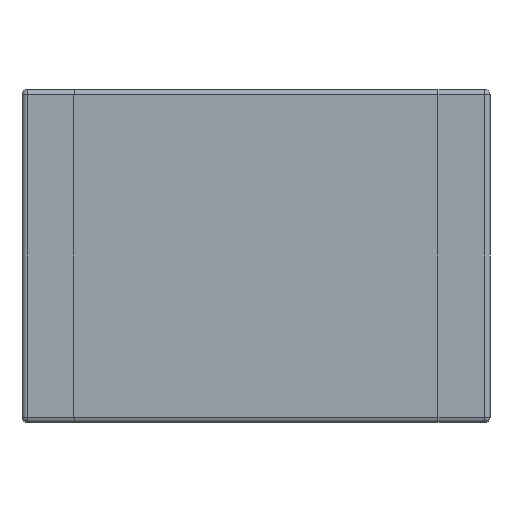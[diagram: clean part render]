
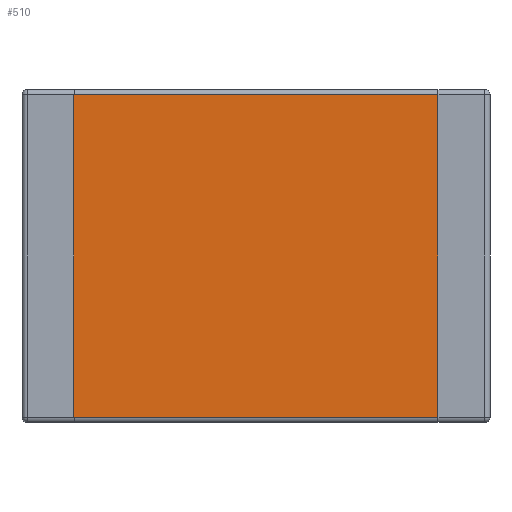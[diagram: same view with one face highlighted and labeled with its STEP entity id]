
A CAD part, front view. The second image highlights one B-rep face of the part: STEP entity #510.
In plain terms, the highlighted planar face has unit normal (0, -1, 0).
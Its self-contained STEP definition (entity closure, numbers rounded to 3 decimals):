
#506 = ORIENTED_EDGE ( 'NONE', *, *, #507, .T. ) ;
#507 = EDGE_CURVE ( 'NONE', #529, #516, #984, .T. ) ;
#508 = ORIENTED_EDGE ( 'NONE', *, *, #521, .F. ) ;
#509 = EDGE_LOOP ( 'NONE', ( #508, #506, #712, #713 ) ) ;
#510 = ADVANCED_FACE ( 'NONE', ( #980 ), #1023, .T. ) ;
#516 = VERTEX_POINT ( 'NONE', #1018 ) ;
#517 = EDGE_CURVE ( 'NONE', #581, #516, #1017, .T. ) ;
#521 = EDGE_CURVE ( 'NONE', #529, #658, #1013, .T. ) ;
#529 = VERTEX_POINT ( 'NONE', #1046 ) ;
#581 = VERTEX_POINT ( 'NONE', #1212 ) ;
#658 = VERTEX_POINT ( 'NONE', #1445 ) ;
#712 = ORIENTED_EDGE ( 'NONE', *, *, #517, .F. ) ;
#713 = ORIENTED_EDGE ( 'NONE', *, *, #714, .T. ) ;
#714 = EDGE_CURVE ( 'NONE', #581, #658, #1639, .T. ) ;
#980 = FACE_OUTER_BOUND ( 'NONE', #509, .T. ) ;
#981 = DIRECTION ( 'NONE',  ( 1., 0., 0. ) ) ;
#982 = VECTOR ( 'NONE', #981, 1000. ) ;
#983 = CARTESIAN_POINT ( 'NONE',  ( 2.25, 0., -1.55 ) ) ;
#984 = LINE ( 'NONE', #983, #982 ) ;
#1010 = DIRECTION ( 'NONE',  ( 0., 0., 1. ) ) ;
#1011 = VECTOR ( 'NONE', #1010, 1000. ) ;
#1012 = CARTESIAN_POINT ( 'NONE',  ( -1.75, 0., -1.6 ) ) ;
#1013 = LINE ( 'NONE', #1012, #1011 ) ;
#1014 = DIRECTION ( 'NONE',  ( 0., 0., -1. ) ) ;
#1015 = VECTOR ( 'NONE', #1014, 1000. ) ;
#1016 = CARTESIAN_POINT ( 'NONE',  ( 1.75, 0., -1.6 ) ) ;
#1017 = LINE ( 'NONE', #1016, #1015 ) ;
#1018 = CARTESIAN_POINT ( 'NONE',  ( 1.75, 0., -1.55 ) ) ;
#1019 = DIRECTION ( 'NONE',  ( 0., 0., -1. ) ) ;
#1020 = DIRECTION ( 'NONE',  ( 0., -1., 0. ) ) ;
#1021 = CARTESIAN_POINT ( 'NONE',  ( 2.25, 0., -1.6 ) ) ;
#1022 = AXIS2_PLACEMENT_3D ( 'NONE', #1021, #1020, #1019 ) ;
#1023 = PLANE ( 'NONE',  #1022 ) ;
#1046 = CARTESIAN_POINT ( 'NONE',  ( -1.75, 0., -1.55 ) ) ;
#1212 = CARTESIAN_POINT ( 'NONE',  ( 1.75, 0., 1.55 ) ) ;
#1445 = CARTESIAN_POINT ( 'NONE',  ( -1.75, 0., 1.55 ) ) ;
#1636 = DIRECTION ( 'NONE',  ( -1., 0., 0. ) ) ;
#1637 = VECTOR ( 'NONE', #1636, 1000. ) ;
#1638 = CARTESIAN_POINT ( 'NONE',  ( -2.25, 0., 1.55 ) ) ;
#1639 = LINE ( 'NONE', #1638, #1637 ) ;
